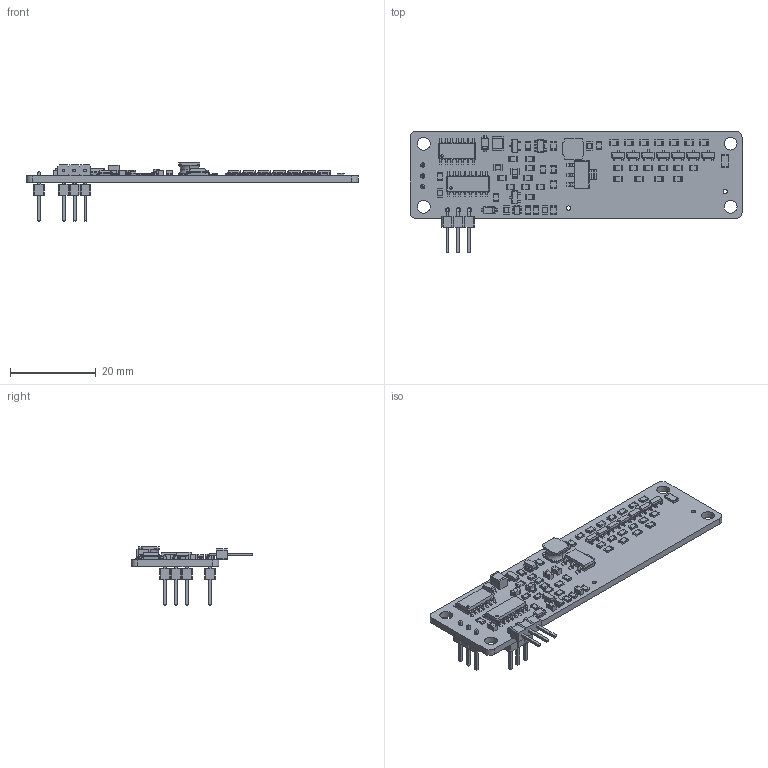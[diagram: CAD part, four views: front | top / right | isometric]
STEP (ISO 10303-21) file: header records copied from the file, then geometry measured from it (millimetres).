
FILE_DESCRIPTION(('FreeCAD Model'),'2;1');
FILE_NAME('Open CASCADE Shape Model','2021-01-14T10:41:33',( 'kicad StepUp'),('ksu MCAD'),'Open CASCADE STEP processor 7.4', 'FreeCAD','Unknown');
FILE_SCHEMA(('AUTOMOTIVE_DESIGN { 1 0 10303 214 1 1 1 1 }'));
Length unit declared in the file: millimetre
Products named in the file (21): OpenHVPS_1; Local_CS_506c; Pcb_506c; OpenHVPS-1; Board_Geoms_506c; Step_Models_506c; Top_506c; "R21"_R_0805_2012Metric_05bef3d9-7e80-43c2-8c26-0f07af2489c6; "J2"_PinHeader_1x03_P254mm_Vertical_
10927345-14f6-4e51-bc8a-a689d1b5f289; "J2"_PinHeader_1x03_P254mm_Horizontal_
10927345-14f6-4e51-bc8a-a689d1b5f289[2]; "D6"_SOT_23_1b05ef8d-8421-4177-840e-f2ee5bb1c449; "Q3"_SOT_363_SC_70_6_23e69448-3871-482e-98a8-997065de55e0; "C19"_C_0805_2012Metric_3064a2ab-b1e1-41a3-96de-d2e2e11431de; "D8"_D_SOD_123_486a33f8-06b4-4b62-b7df-41ee1187ac09; "U2"_SOT_23_5_4d49d867-5260-41aa-9fdb-ece142794780; "R7"_R_1206_3216Metric_70a92563-8c18-463e-b65b-e07993cc5b64; "L1"_User_Library-SMDpowerInductor_
8efecfac-bf67-4a0d-b4e2-4423f34b4e95[2]; "U1"_SOIC_14_39x87mm_P127mm_9bc91ab9-ea0d-4d49-869c-6cbfd59bc71c; "U3"_SOIC_16_39x99mm_P127mm_c50f467c-c713-4f3a-a5a9-49f5d52d5fa9; "Q1"_SOT_223_c51ee79e-3f73-43b1-a02b-215e7cb4282f; "C17"_C_1210_3225Metric_e83b62ee-5154-494f-978e-5abf8272b843
Assembly tree (140 placements, depth 5):
  OpenHVPS_1
    Local_CS_506c
    Pcb_506c
    OpenHVPS-1
      Board_Geoms_506c
        Pcb_506c
      Step_Models_506c
        Top_506c
          "R21"_R_0805_2012Metric_05bef3d9-7e80-43c2-8c26-0f07af2489c6  x36
          "J2"_PinHeader_1x03_P254mm_Vertical_
10927345-14f6-4e51-bc8a-a689d1b5f289  x2
          "J2"_PinHeader_1x03_P254mm_Horizontal_
10927345-14f6-4e51-bc8a-a689d1b5f289[2]
          "D6"_SOT_23_1b05ef8d-8421-4177-840e-f2ee5bb1c449  x9
          "Q3"_SOT_363_SC_70_6_23e69448-3871-482e-98a8-997065de55e0
          "C19"_C_0805_2012Metric_3064a2ab-b1e1-41a3-96de-d2e2e11431de  x8
          "D8"_D_SOD_123_486a33f8-06b4-4b62-b7df-41ee1187ac09  x2
          "U2"_SOT_23_5_4d49d867-5260-41aa-9fdb-ece142794780
          "R7"_R_1206_3216Metric_70a92563-8c18-463e-b65b-e07993cc5b64
          "L1"_User_Library-SMDpowerInductor_
8efecfac-bf67-4a0d-b4e2-4423f34b4e95[2]
          "U1"_SOIC_14_39x87mm_P127mm_9bc91ab9-ea0d-4d49-869c-6cbfd59bc71c
          "U3"_SOIC_16_39x99mm_P127mm_c50f467c-c713-4f3a-a5a9-49f5d52d5fa9
          "Q1"_SOT_223_c51ee79e-3f73-43b1-a02b-215e7cb4282f
          "C17"_C_1210_3225Metric_e83b62ee-5154-494f-978e-5abf8272b843
    Top_506c
      "R21"_R_0805_2012Metric_05bef3d9-7e80-43c2-8c26-0f07af2489c6  x36
      "J2"_PinHeader_1x03_P254mm_Vertical_
10927345-14f6-4e51-bc8a-a689d1b5f289  x2
      "J2"_PinHeader_1x03_P254mm_Horizontal_
10927345-14f6-4e51-bc8a-a689d1b5f289[2]
      "D6"_SOT_23_1b05ef8d-8421-4177-840e-f2ee5bb1c449  x9
      "Q3"_SOT_363_SC_70_6_23e69448-3871-482e-98a8-997065de55e0
      "C19"_C_0805_2012Metric_3064a2ab-b1e1-41a3-96de-d2e2e11431de  x8
      "D8"_D_SOD_123_486a33f8-06b4-4b62-b7df-41ee1187ac09  x2
      "U2"_SOT_23_5_4d49d867-5260-41aa-9fdb-ece142794780
      "R7"_R_1206_3216Metric_70a92563-8c18-463e-b65b-e07993cc5b64
      "L1"_User_Library-SMDpowerInductor_
8efecfac-bf67-4a0d-b4e2-4423f34b4e95[2]
      "U1"_SOIC_14_39x87mm_P127mm_9bc91ab9-ea0d-4d49-869c-6cbfd59bc71c
      "U3"_SOIC_16_39x99mm_P127mm_c50f467c-c713-4f3a-a5a9-49f5d52d5fa9
      "Q1"_SOT_223_c51ee79e-3f73-43b1-a02b-215e7cb4282f
      "C17"_C_1210_3225Metric_e83b62ee-5154-494f-978e-5abf8272b843
    "R21"_R_0805_2012Metric_05bef3d9-7e80-43c2-8c26-0f07af2489c6  x36
    "J2"_PinHeader_1x03_P254mm_Vertical_
10927345-14f6-4e51-bc8a-a689d1b5f289  x2
    "J2"_PinHeader_1x03_P254mm_Horizontal_
10927345-14f6-4e51-bc8a-a689d1b5f289[2]
    "D6"_SOT_23_1b05ef8d-8421-4177-840e-f2ee5bb1c449  x9
    "Q3"_SOT_363_SC_70_6_23e69448-3871-482e-98a8-997065de55e0
    "C19"_C_0805_2012Metric_3064a2ab-b1e1-41a3-96de-d2e2e11431de  x8
    "D8"_D_SOD_123_486a33f8-06b4-4b62-b7df-41ee1187ac09  x2
    "U2"_SOT_23_5_4d49d867-5260-41aa-9fdb-ece142794780
    "R7"_R_1206_3216Metric_70a92563-8c18-463e-b65b-e07993cc5b64
    "L1"_User_Library-SMDpowerInductor_
8efecfac-bf67-4a0d-b4e2-4423f34b4e95[2]
    "U1"_SOIC_14_39x87mm_P127mm_9bc91ab9-ea0d-4d49-869c-6cbfd59bc71c
    "U3"_SOIC_16_39x99mm_P127mm_c50f467c-c713-4f3a-a5a9-49f5d52d5fa9
    "Q1"_SOT_223_c51ee79e-3f73-43b1-a02b-215e7cb4282f
    "C17"_C_1210_3225Metric_e83b62ee-5154-494f-978e-5abf8272b843
Bounding box: 77.5 x 28.47 x 13.54 mm (x, y, z)
Volume: 6546.5 mm3; surface area: 12047.9 mm2
Topology: 200 solids, 200 shells, 9524 faces, 24066 edges, 15068 vertices
Faces by surface type: plane 5949, cylinder 2219, bspline 1344, torus 12
Full cylindrical faces by diameter (mm): 0.6 x6, 1 x16, 3 x8
Entity records: 49182 total; most frequent: CARTESIAN_POINT 7782, ORIENTED_EDGE 6764, DIRECTION 6258, EDGE_CURVE 3382, LINE 2610, VECTOR 2610, VERTEX_POINT 2108, AXIS2_PLACEMENT_3D 1824
